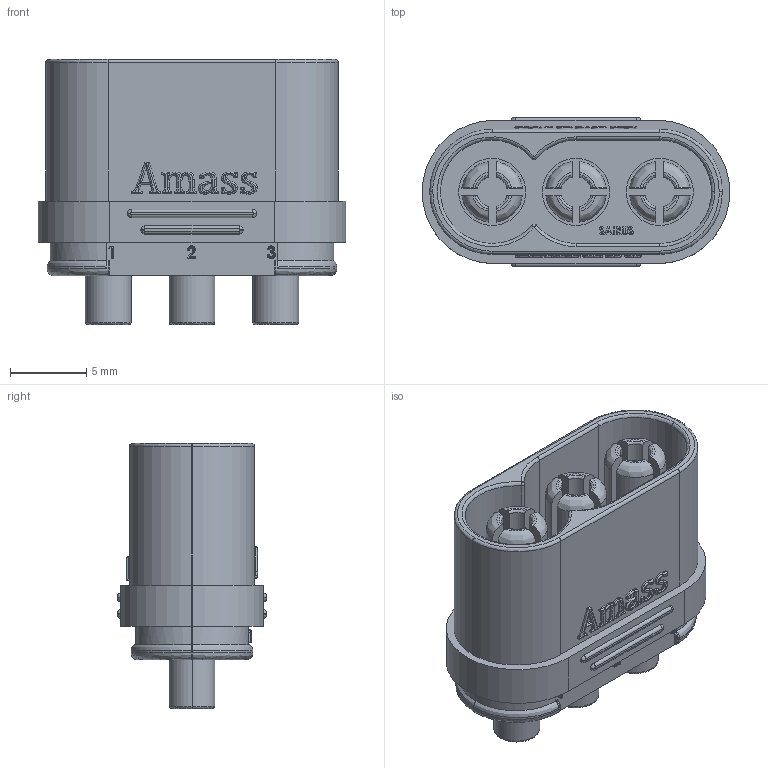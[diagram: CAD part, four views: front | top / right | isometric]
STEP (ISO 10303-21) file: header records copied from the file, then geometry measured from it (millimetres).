
FILE_DESCRIPTION (( 'STEP AP214' ), '1' );
FILE_NAME ('User Library-MR60PB-M.STEP', '2020-07-13T23:31:35', ( '' ), ( '' ), 'SwSTEP 2.0', 'SolidWorks 2020', '' );
FILE_SCHEMA (( 'AUTOMOTIVE_DESIGN' ));
Length unit declared in the file: millimetre
Products named in the file (1): User Library-MR60PB-M
Bounding box: 20.2 x 9.8 x 17.4 mm (x, y, z)
Volume: 1200.3 mm3; surface area: 2269.4 mm2
Topology: 1 solids, 1 shells, 758 faces, 1877 edges, 1174 vertices
Faces by surface type: bspline 297, plane 265, cylinder 196
Entity records: 37787 total; most frequent: CARTESIAN_POINT 21037, ORIENTED_EDGE 3744, DIRECTION 2322, EDGE_CURVE 1872, VERTEX_POINT 1172, LINE 918, VECTOR 918, EDGE_LOOP 810
